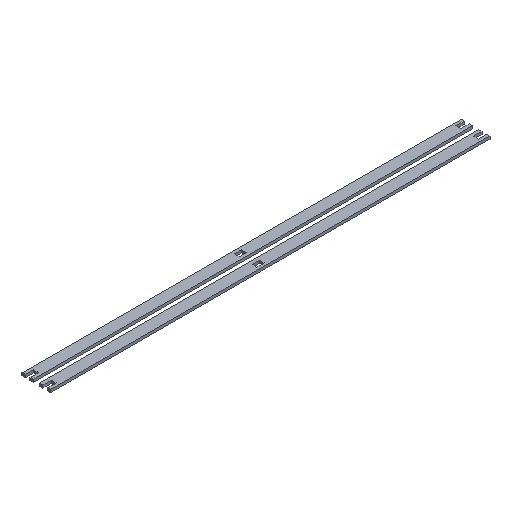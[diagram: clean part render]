
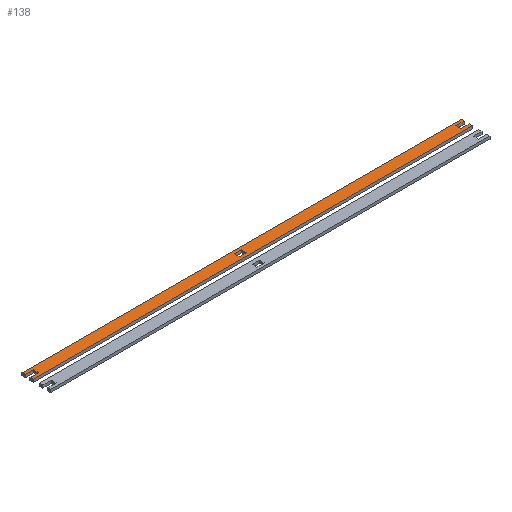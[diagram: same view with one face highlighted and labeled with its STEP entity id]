
A CAD part, isometric view. The second image highlights one B-rep face of the part: STEP entity #138.
In plain terms, the highlighted planar face has unit normal (0, 0, 1).
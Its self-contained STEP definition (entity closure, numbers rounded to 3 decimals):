
#138=ADVANCED_FACE('',(#264,#265),#266,.F.);
#264=FACE_BOUND('',#392,.T.);
#265=FACE_OUTER_BOUND('',#393,.T.);
#266=PLANE('',#394);
#392=EDGE_LOOP('',(#584,#585,#586,#587));
#393=EDGE_LOOP('',(#588,#589,#590,#591,#592,#593,#594,#595,#596,#597,#598,#599));
#394=AXIS2_PLACEMENT_3D('',#600,#601,#602);
#584=ORIENTED_EDGE('',*,*,#810,.T.);
#585=ORIENTED_EDGE('',*,*,#821,.T.);
#586=ORIENTED_EDGE('',*,*,#818,.T.);
#587=ORIENTED_EDGE('',*,*,#814,.T.);
#588=ORIENTED_EDGE('',*,*,#826,.T.);
#589=ORIENTED_EDGE('',*,*,#862,.T.);
#590=ORIENTED_EDGE('',*,*,#863,.T.);
#591=ORIENTED_EDGE('',*,*,#859,.T.);
#592=ORIENTED_EDGE('',*,*,#851,.T.);
#593=ORIENTED_EDGE('',*,*,#857,.T.);
#594=ORIENTED_EDGE('',*,*,#855,.T.);
#595=ORIENTED_EDGE('',*,*,#864,.T.);
#596=ORIENTED_EDGE('',*,*,#865,.T.);
#597=ORIENTED_EDGE('',*,*,#846,.T.);
#598=ORIENTED_EDGE('',*,*,#834,.T.);
#599=ORIENTED_EDGE('',*,*,#830,.T.);
#600=CARTESIAN_POINT('',(398.0,42.5,5.0));
#601=DIRECTION('',(0.0,0.0,-1.0));
#602=DIRECTION('',(1.0,0.0,0.0));
#810=EDGE_CURVE('',#942,#946,#948,.T.);
#814=EDGE_CURVE('',#951,#942,#954,.T.);
#818=EDGE_CURVE('',#957,#951,#960,.T.);
#821=EDGE_CURVE('',#946,#957,#963,.T.);
#826=EDGE_CURVE('',#966,#970,#972,.T.);
#830=EDGE_CURVE('',#975,#966,#978,.T.);
#834=EDGE_CURVE('',#981,#975,#984,.T.);
#846=EDGE_CURVE('',#1004,#981,#1005,.T.);
#851=EDGE_CURVE('',#1008,#1010,#1012,.T.);
#855=EDGE_CURVE('',#1014,#1016,#1018,.T.);
#857=EDGE_CURVE('',#1010,#1014,#1020,.T.);
#859=EDGE_CURVE('',#1022,#1008,#1023,.T.);
#862=EDGE_CURVE('',#970,#1026,#1027,.T.);
#863=EDGE_CURVE('',#1026,#1022,#1028,.T.);
#864=EDGE_CURVE('',#1016,#1029,#1030,.T.);
#865=EDGE_CURVE('',#1029,#1004,#1031,.T.);
#942=VERTEX_POINT('',#1140);
#946=VERTEX_POINT('',#1146);
#948=LINE('',#1149,#1150);
#951=VERTEX_POINT('',#1153);
#954=LINE('',#1158,#1159);
#957=VERTEX_POINT('',#1162);
#960=LINE('',#1167,#1168);
#963=LINE('',#1172,#1173);
#966=VERTEX_POINT('',#1176);
#970=VERTEX_POINT('',#1182);
#972=LINE('',#1185,#1186);
#975=VERTEX_POINT('',#1189);
#978=LINE('',#1194,#1195);
#981=VERTEX_POINT('',#1198);
#984=LINE('',#1203,#1204);
#1004=VERTEX_POINT('',#1233);
#1005=LINE('',#1234,#1235);
#1008=VERTEX_POINT('',#1239);
#1010=VERTEX_POINT('',#1242);
#1012=LINE('',#1245,#1246);
#1014=VERTEX_POINT('',#1248);
#1016=VERTEX_POINT('',#1251);
#1018=LINE('',#1254,#1255);
#1020=LINE('',#1257,#1258);
#1022=VERTEX_POINT('',#1260);
#1023=LINE('',#1261,#1262);
#1026=VERTEX_POINT('',#1266);
#1027=LINE('',#1267,#1268);
#1028=LINE('',#1269,#1270);
#1029=VERTEX_POINT('',#1271);
#1030=LINE('',#1272,#1273);
#1031=LINE('',#1274,#1275);
#1140=CARTESIAN_POINT('',(379.0,47.0,5.0));
#1146=CARTESIAN_POINT('',(392.0,47.0,5.0));
#1149=CARTESIAN_POINT('',(391.75,47.0,5.0));
#1150=VECTOR('',#1435,1.0);
#1153=CARTESIAN_POINT('',(379.0,38.0,5.0));
#1158=CARTESIAN_POINT('',(379.0,42.5,5.0));
#1159=VECTOR('',#1438,1.0);
#1162=CARTESIAN_POINT('',(392.0,38.0,5.0));
#1167=CARTESIAN_POINT('',(391.75,38.0,5.0));
#1168=VECTOR('',#1441,1.0);
#1172=CARTESIAN_POINT('',(392.0,42.5,5.0));
#1173=VECTOR('',#1443,1.0);
#1176=CARTESIAN_POINT('',(781.0,47.0,5.0));
#1182=CARTESIAN_POINT('',(796.0,47.0,5.0));
#1185=CARTESIAN_POINT('',(593.25,47.0,5.0));
#1186=VECTOR('',#1447,1.0);
#1189=CARTESIAN_POINT('',(781.0,38.0,5.0));
#1194=CARTESIAN_POINT('',(781.0,42.5,5.0));
#1195=VECTOR('',#1450,1.0);
#1198=CARTESIAN_POINT('',(796.0,38.0,5.0));
#1203=CARTESIAN_POINT('',(593.25,38.0,5.0));
#1204=VECTOR('',#1453,1.0);
#1233=CARTESIAN_POINT('',(796.0,32.5,5.0));
#1234=CARTESIAN_POINT('',(796.0,42.5,5.0));
#1235=VECTOR('',#1463,1.0);
#1239=CARTESIAN_POINT('',(0.0,47.0,5.0));
#1242=CARTESIAN_POINT('',(15.0,47.0,5.0));
#1245=CARTESIAN_POINT('',(202.75,47.0,5.0));
#1246=VECTOR('',#1467,1.0);
#1248=CARTESIAN_POINT('',(15.0,38.0,5.0));
#1251=CARTESIAN_POINT('',(0.0,38.0,5.0));
#1254=CARTESIAN_POINT('',(202.75,38.0,5.0));
#1255=VECTOR('',#1470,1.0);
#1257=CARTESIAN_POINT('',(15.0,42.5,5.0));
#1258=VECTOR('',#1471,1.0);
#1260=CARTESIAN_POINT('',(0.0,52.5,5.0));
#1261=CARTESIAN_POINT('',(0.0,42.5,5.0));
#1262=VECTOR('',#1472,1.0);
#1266=CARTESIAN_POINT('',(796.0,52.5,5.0));
#1267=CARTESIAN_POINT('',(796.0,42.5,5.0));
#1268=VECTOR('',#1474,1.0);
#1269=CARTESIAN_POINT('',(398.0,52.5,5.0));
#1270=VECTOR('',#1475,1.0);
#1271=CARTESIAN_POINT('',(0.0,32.5,5.0));
#1272=CARTESIAN_POINT('',(0.0,42.5,5.0));
#1273=VECTOR('',#1476,1.0);
#1274=CARTESIAN_POINT('',(398.0,32.5,5.0));
#1275=VECTOR('',#1477,1.0);
#1435=DIRECTION('',(1.0,0.0,0.0));
#1438=DIRECTION('',(-0.0,1.0,0.0));
#1441=DIRECTION('',(-1.0,0.0,0.0));
#1443=DIRECTION('',(-0.0,-1.0,-0.0));
#1447=DIRECTION('',(1.0,0.0,0.0));
#1450=DIRECTION('',(-0.0,1.0,0.0));
#1453=DIRECTION('',(-1.0,0.0,0.0));
#1463=DIRECTION('',(0.0,1.0,0.0));
#1467=DIRECTION('',(1.0,0.0,0.0));
#1470=DIRECTION('',(-1.0,0.0,0.0));
#1471=DIRECTION('',(-0.0,-1.0,-0.0));
#1472=DIRECTION('',(0.0,-1.0,0.0));
#1474=DIRECTION('',(0.0,1.0,0.0));
#1475=DIRECTION('',(-1.0,0.0,0.0));
#1476=DIRECTION('',(0.0,-1.0,0.0));
#1477=DIRECTION('',(1.0,0.0,0.0));
